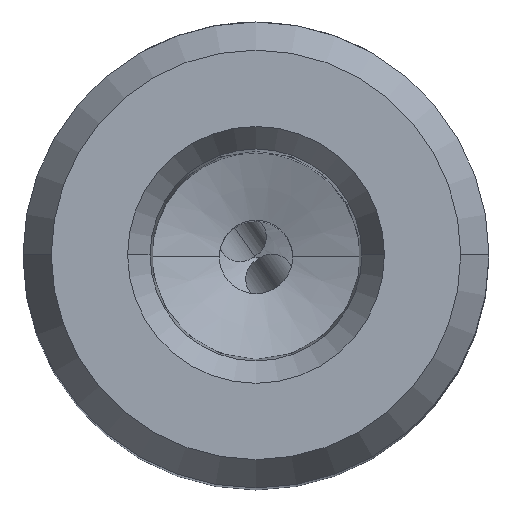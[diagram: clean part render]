
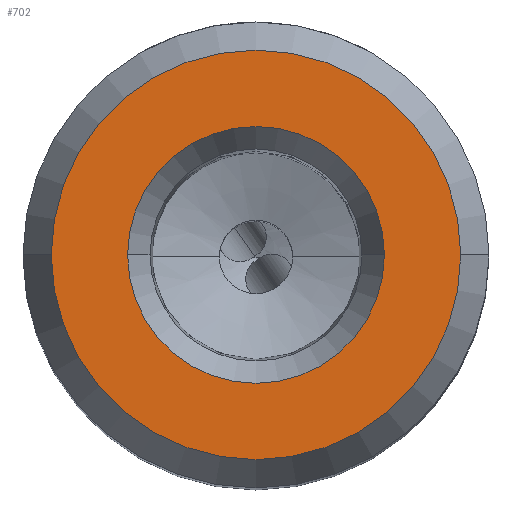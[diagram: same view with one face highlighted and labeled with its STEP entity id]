
A CAD part, top view. The second image highlights one B-rep face of the part: STEP entity #702.
In plain terms, the highlighted planar face has unit normal (0, 0, 1).
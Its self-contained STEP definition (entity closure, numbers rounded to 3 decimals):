
#51=FACE_BOUND('',#1159,.T.);
#52=FACE_BOUND('',#1160,.T.);
#143=PLANE('',#4374);
#702=ADVANCED_FACE('',(#51,#52),#143,.T.);
#1159=EDGE_LOOP('',(#1822,#1823));
#1160=EDGE_LOOP('',(#1824,#1825));
#1338=CIRCLE('',#4317,8.37);
#1360=CIRCLE('',#4370,8.37);
#1361=CIRCLE('',#4372,5.25);
#1362=CIRCLE('',#4373,5.25);
#1822=ORIENTED_EDGE('',*,*,#3477,.F.);
#1823=ORIENTED_EDGE('',*,*,#3478,.F.);
#1824=ORIENTED_EDGE('',*,*,#3325,.F.);
#1825=ORIENTED_EDGE('',*,*,#3476,.F.);
#2856=VERTEX_POINT('',#5840);
#2858=VERTEX_POINT('',#5844);
#2963=VERTEX_POINT('',#8554);
#2964=VERTEX_POINT('',#8555);
#3325=EDGE_CURVE('',#2858,#2856,#1338,.T.);
#3476=EDGE_CURVE('',#2856,#2858,#1360,.T.);
#3477=EDGE_CURVE('',#2963,#2964,#1361,.T.);
#3478=EDGE_CURVE('',#2964,#2963,#1362,.T.);
#4317=AXIS2_PLACEMENT_3D('',#5845,#4741,#4742);
#4370=AXIS2_PLACEMENT_3D('',#8551,#4851,#4852);
#4372=AXIS2_PLACEMENT_3D('',#8553,#4855,#4856);
#4373=AXIS2_PLACEMENT_3D('',#8556,#4857,#4858);
#4374=AXIS2_PLACEMENT_3D('',#8557,#4859,#4860);
#4741=DIRECTION('',(0.,0.,-1.));
#4742=DIRECTION('',(-1.,0.,0.));
#4851=DIRECTION('',(0.,0.,-1.));
#4852=DIRECTION('',(1.,0.,0.));
#4855=DIRECTION('',(0.,0.,1.));
#4856=DIRECTION('',(-1.,0.,0.));
#4857=DIRECTION('',(0.,0.,1.));
#4858=DIRECTION('',(1.,0.,0.));
#4859=DIRECTION('',(0.,0.,1.));
#4860=DIRECTION('',(-1.,0.,0.));
#5840=CARTESIAN_POINT('',(8.37,0.,24.5));
#5844=CARTESIAN_POINT('',(-8.37,0.,24.5));
#5845=CARTESIAN_POINT('',(0.,0.,24.5));
#8551=CARTESIAN_POINT('',(0.,0.,24.5));
#8553=CARTESIAN_POINT('',(0.,0.,24.5));
#8554=CARTESIAN_POINT('',(-5.25,0.,24.5));
#8555=CARTESIAN_POINT('',(5.25,0.,24.5));
#8556=CARTESIAN_POINT('',(0.,0.,24.5));
#8557=CARTESIAN_POINT('',(0.,0.,24.5));
